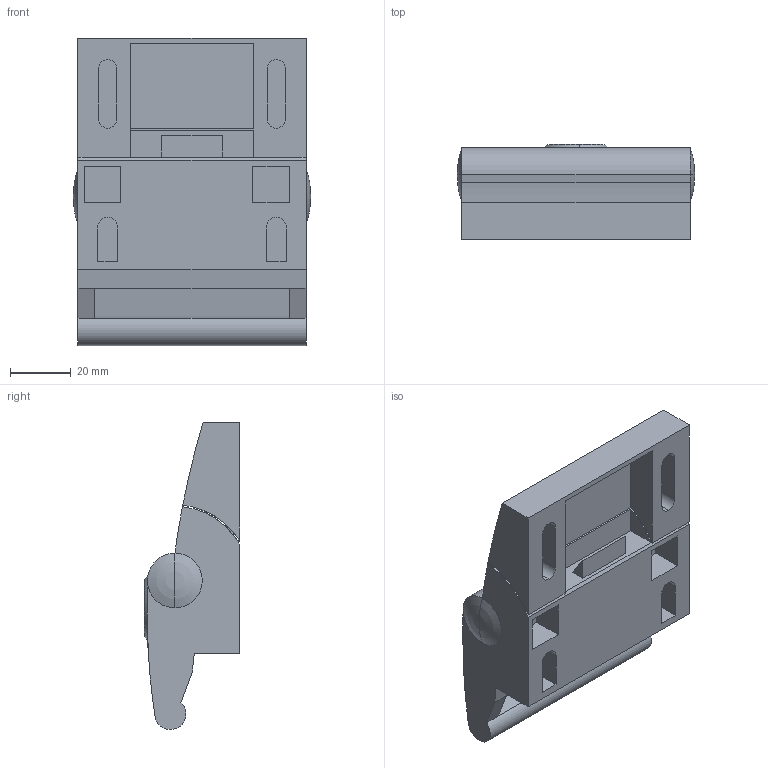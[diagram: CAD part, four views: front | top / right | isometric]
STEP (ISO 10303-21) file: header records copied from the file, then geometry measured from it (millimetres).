
FILE_DESCRIPTION (( 'STEP AP214' ), '1' );
FILE_NAME ('ﾇ瑟鶴.STEP', '2022-03-31T14:26:25', ( 'user' ), ( '' ), 'SwSTEP 2.0', 'SolidWorks 2021', '' );
FILE_SCHEMA (( 'AUTOMOTIVE_DESIGN' ));
Length unit declared in the file: millimetre
Products named in the file (1): ﾇ瑟鶴
Bounding box: 78 x 31.26 x 101 mm (x, y, z)
Volume: 123394.2 mm3; surface area: 30145.1 mm2
Topology: 2 solids, 2 shells, 88 faces, 216 edges, 138 vertices
Faces by surface type: plane 64, cylinder 18, torus 4, bspline 2
Entity records: 3278 total; most frequent: CARTESIAN_POINT 976, DIRECTION 430, ORIENTED_EDGE 424, EDGE_CURVE 212, LINE 152, VECTOR 152, AXIS2_PLACEMENT_3D 139, VERTEX_POINT 138
